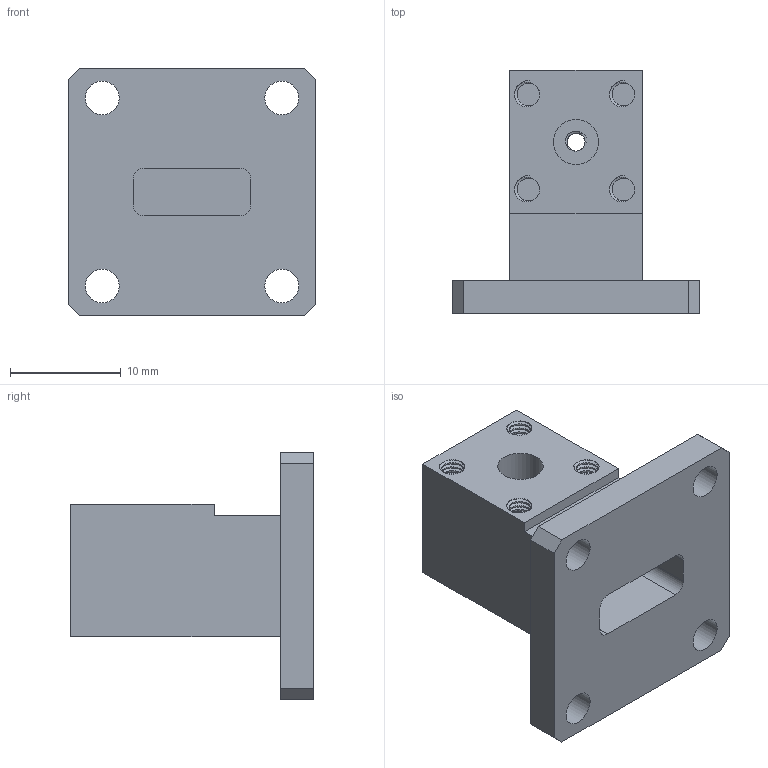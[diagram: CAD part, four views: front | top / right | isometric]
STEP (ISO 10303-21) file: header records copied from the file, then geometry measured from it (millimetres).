
FILE_DESCRIPTION(('FreeCAD Model'),'2;1');
FILE_NAME('Open CASCADE Shape Model','2025-04-24T14:43:22',(''),(''), 'Open CASCADE STEP processor 7.7','FreeCAD','Unknown');
FILE_SCHEMA(('AUTOMOTIVE_DESIGN { 1 0 10303 214 1 1 1 1 }'));
Length unit declared in the file: millimetre
Products named in the file (1): Body
Bounding box: 22.4 x 22 x 22.4 mm (x, y, z)
Volume: 3138.8 mm3; surface area: 2958.9 mm2
Topology: 1 solids, 1 shells, 229 faces, 533 edges, 312 vertices
Faces by surface type: bspline 142, cylinder 57, plane 30
Full cylindrical faces by diameter (mm): 1.619 x16, 2.07 x24, 3.07 x4, 4.1 x1
Entity records: 20715 total; most frequent: CARTESIAN_POINT 16675, ORIENTED_EDGE 1066, EDGE_CURVE 533, B_SPLINE_CURVE_WITH_KNOTS 376, DIRECTION 369, VERTEX_POINT 312, FACE_BOUND 249, EDGE_LOOP 249
